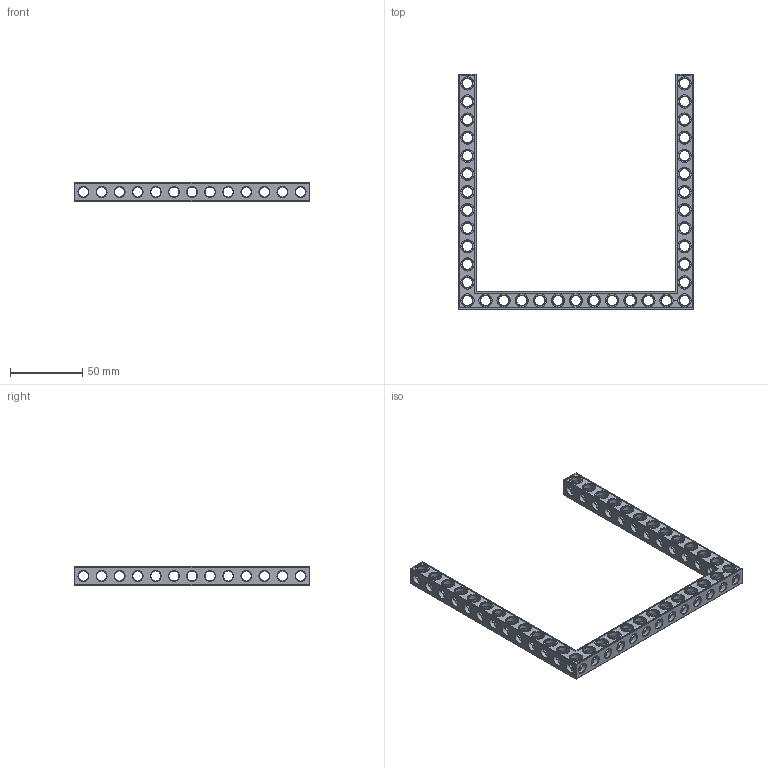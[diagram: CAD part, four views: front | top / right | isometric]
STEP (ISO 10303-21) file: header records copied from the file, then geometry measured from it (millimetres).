
FILE_DESCRIPTION(('FreeCAD Model'),'2;1');
FILE_NAME('Open CASCADE Shape Model','2022-02-26T18:04:06',('Author'),( ''),'Open CASCADE STEP processor 7.5','FreeCAD','Unknown');
FILE_SCHEMA(('AUTOMOTIVE_DESIGN { 1 0 10303 214 1 1 1 1 }'));
Products named in the file (1): Beam AGD ESS USH SYM BU13x13x01 - SPN-BEM-0510 (stemfie.org)
Bounding box: 162.5 x 162.5 x 12.5 mm (x, y, z)
Volume: 36153.6 mm3; surface area: 32288.5 mm2
Topology: 1 solids, 1 shells, 933 faces, 2846 edges, 1837 vertices
Faces by surface type: plane 410, cylinder 223, cone 150, extrusion 150
Full cylindrical faces by diameter (mm): 6.98 x28, 7 x158, 9.2 x37
Entity records: 196842 total; most frequent: CARTESIAN_POINT 143758, DIRECTION 8620, ORIENTED_EDGE 5692, PCURVE 5692, DEFINITIONAL_REPRESENTATION 5692, VECTOR 5339, LINE 5189, EDGE_CURVE 2846
